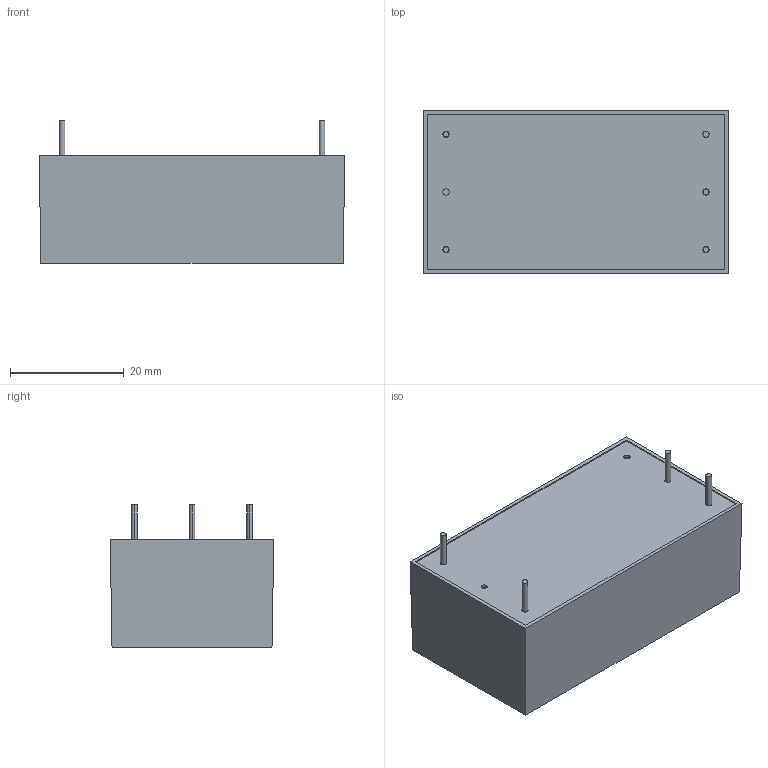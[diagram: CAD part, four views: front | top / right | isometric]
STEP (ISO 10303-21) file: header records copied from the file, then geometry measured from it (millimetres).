
FILE_DESCRIPTION((''),'2;1');
FILE_NAME('LD10_ASM','2018-02-03T',('eng604'),(''),'PRO/ENGINEER BY PARAMETRIC TECHNOLOGY CORPORATION, 2014000','PRO/ENGINEER BY PARAMETRIC TECHNOLOGY CORPORATION, 2014000','');
FILE_SCHEMA(('AUTOMOTIVE_DESIGN { 1 0 10303 214 1 1 1 1 }'));
Length unit declared in the file: millimetre
Products named in the file (3): 11001027; 11001028; LD10_ASM
Assembly tree (2 placements, depth 2):
  LD10_ASM
    11001027
    11001028
Bounding box: 53.8 x 28.8 x 25 mm (x, y, z)
Volume: 5564.7 mm3; surface area: 12270.2 mm2
Topology: 6 solids, 6 shells, 264 faces, 711 edges, 470 vertices
Faces by surface type: plane 118, extrusion 114, cylinder 20, cone 12
Entity records: 11112 total; most frequent: CARTESIAN_POINT 2447, ORIENTED_EDGE 1422, DIRECTION 959, PRESENTATION_STYLE_ASSIGNMENT 725, STYLED_ITEM 717, CURVE_STYLE 711, EDGE_CURVE 711, VECTOR 545
